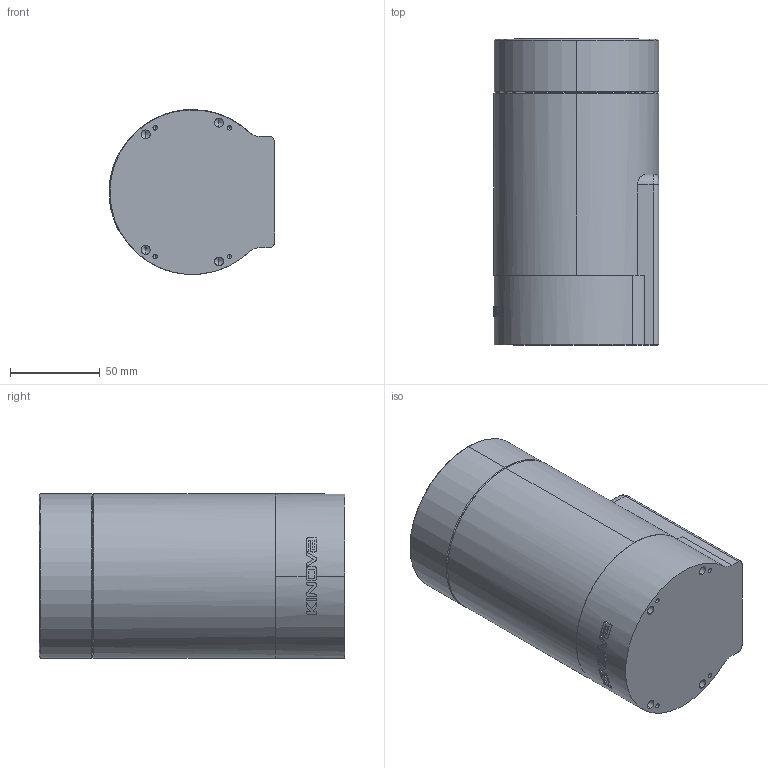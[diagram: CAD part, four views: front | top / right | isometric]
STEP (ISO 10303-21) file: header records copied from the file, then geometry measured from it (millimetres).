
FILE_DESCRIPTION (( 'STEP AP203' ), '1' );
FILE_NAME ('GEN3 SIMPLIFIED Base.step_Predeterminado_sldprt.STEP', '2023-06-27T08:52:14', ( '' ), ( '' ), 'SwSTEP 2.0', 'SolidWorks 2022', '' );
FILE_SCHEMA (( 'CONFIG_CONTROL_DESIGN' ));
Length unit declared in the file: millimetre
Products named in the file (1): GEN3 SIMPLIFIED Base.step_Predeterminado_sldprt
Bounding box: 92.5 x 170.85 x 92.16 mm (x, y, z)
Volume: 1062091.1 mm3; surface area: 82553.7 mm2
Topology: 1 solids, 16 shells, 336 faces, 824 edges, 516 vertices
Faces by surface type: plane 139, cylinder 110, bspline 37, cone 28, torus 22
Entity records: 11716 total; most frequent: CARTESIAN_POINT 4002, ORIENTED_EDGE 1608, DIRECTION 1551, EDGE_CURVE 804, AXIS2_PLACEMENT_3D 581, VERTEX_POINT 516, VECTOR 389, LINE 389
